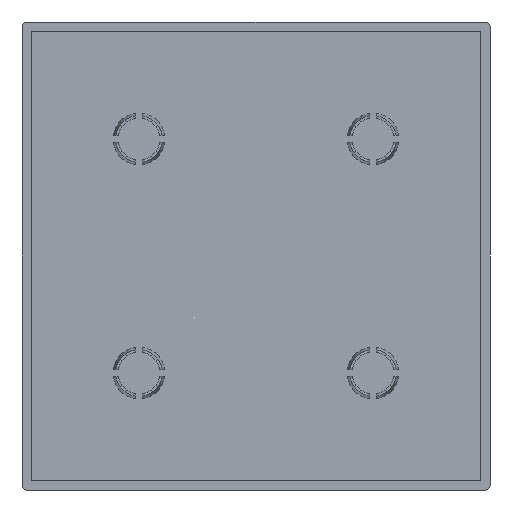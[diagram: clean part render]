
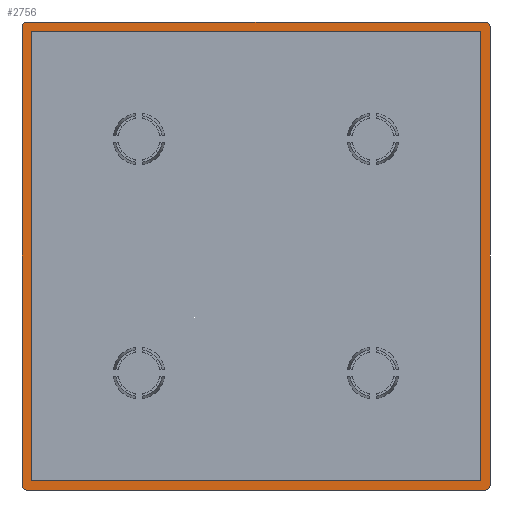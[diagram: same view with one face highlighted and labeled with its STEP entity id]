
A CAD part, front view. The second image highlights one B-rep face of the part: STEP entity #2756.
In plain terms, the highlighted planar face has unit normal (0, -1, 0).
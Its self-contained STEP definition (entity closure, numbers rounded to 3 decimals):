
#40 = ORIENTED_EDGE ( 'NONE', *, *, #2750, .T. ) ;
#48 = CARTESIAN_POINT ( 'NONE',  ( 48., 0., 48. ) ) ;
#76 = AXIS2_PLACEMENT_3D ( 'NONE', #80, #2057, #352 ) ;
#80 = CARTESIAN_POINT ( 'NONE',  ( -49., 0., 49. ) ) ;
#115 = DIRECTION ( 'NONE',  ( 0., 0., 1. ) ) ;
#135 = FACE_OUTER_BOUND ( 'NONE', #2055, .T. ) ;
#174 = CARTESIAN_POINT ( 'NONE',  ( -48., 0., -48. ) ) ;
#201 = ORIENTED_EDGE ( 'NONE', *, *, #2705, .F. ) ;
#223 = FACE_BOUND ( 'NONE', #2872, .T. ) ;
#293 = ORIENTED_EDGE ( 'NONE', *, *, #1109, .T. ) ;
#296 = ORIENTED_EDGE ( 'NONE', *, *, #2446, .F. ) ;
#350 = CIRCLE ( 'NONE', #3624, 1. ) ;
#352 = DIRECTION ( 'NONE',  ( 0., 0., 1. ) ) ;
#459 = VERTEX_POINT ( 'NONE', #1759 ) ;
#473 = DIRECTION ( 'NONE',  ( 1., 0., 0. ) ) ;
#536 = CARTESIAN_POINT ( 'NONE',  ( 49., 0., -50. ) ) ;
#550 = EDGE_CURVE ( 'NONE', #2557, #631, #2708, .T. ) ;
#607 = EDGE_CURVE ( 'NONE', #2557, #2862, #350, .T. ) ;
#609 = CARTESIAN_POINT ( 'NONE',  ( 48., 0., -48. ) ) ;
#629 = DIRECTION ( 'NONE',  ( 0., -1., 0. ) ) ;
#631 = VERTEX_POINT ( 'NONE', #1560 ) ;
#636 = AXIS2_PLACEMENT_3D ( 'NONE', #1771, #2632, #926 ) ;
#663 = VECTOR ( 'NONE', #473, 1000. ) ;
#681 = ORIENTED_EDGE ( 'NONE', *, *, #1995, .F. ) ;
#880 = CARTESIAN_POINT ( 'NONE',  ( -48., 0., -48. ) ) ;
#894 = CIRCLE ( 'NONE', #76, 1. ) ;
#923 = VECTOR ( 'NONE', #2588, 1000. ) ;
#926 = DIRECTION ( 'NONE',  ( 0., 0., 1. ) ) ;
#927 = LINE ( 'NONE', #3368, #1497 ) ;
#965 = ORIENTED_EDGE ( 'NONE', *, *, #550, .F. ) ;
#970 = DIRECTION ( 'NONE',  ( 0., 0., 1. ) ) ;
#990 = EDGE_CURVE ( 'NONE', #3614, #1550, #3184, .T. ) ;
#1019 = VECTOR ( 'NONE', #2604, 1000. ) ;
#1099 = CARTESIAN_POINT ( 'NONE',  ( 49., 0., 50. ) ) ;
#1109 = EDGE_CURVE ( 'NONE', #1213, #1550, #2847, .T. ) ;
#1213 = VERTEX_POINT ( 'NONE', #3211 ) ;
#1228 = EDGE_CURVE ( 'NONE', #2190, #631, #2488, .T. ) ;
#1273 = DIRECTION ( 'NONE',  ( 0., -1., 0. ) ) ;
#1489 = CARTESIAN_POINT ( 'NONE',  ( -49., 0., 50. ) ) ;
#1492 = CARTESIAN_POINT ( 'NONE',  ( 50., 0., -50. ) ) ;
#1497 = VECTOR ( 'NONE', #2516, 1000. ) ;
#1509 = ORIENTED_EDGE ( 'NONE', *, *, #990, .F. ) ;
#1550 = VERTEX_POINT ( 'NONE', #1099 ) ;
#1560 = CARTESIAN_POINT ( 'NONE',  ( -49., 0., -50. ) ) ;
#1647 = CARTESIAN_POINT ( 'NONE',  ( 49., 0., -49. ) ) ;
#1661 = ORIENTED_EDGE ( 'NONE', *, *, #607, .T. ) ;
#1707 = CARTESIAN_POINT ( 'NONE',  ( -48., 0., 48. ) ) ;
#1733 = VECTOR ( 'NONE', #1740, 1000. ) ;
#1740 = DIRECTION ( 'NONE',  ( -1., 0., 0. ) ) ;
#1741 = VECTOR ( 'NONE', #2795, 1000. ) ;
#1747 = EDGE_CURVE ( 'NONE', #2020, #459, #3385, .T. ) ;
#1750 = VERTEX_POINT ( 'NONE', #2089 ) ;
#1759 = CARTESIAN_POINT ( 'NONE',  ( 48., 0., 48. ) ) ;
#1771 = CARTESIAN_POINT ( 'NONE',  ( 0., 0., 0. ) ) ;
#1810 = DIRECTION ( 'NONE',  ( 0., -1., 0. ) ) ;
#1965 = VECTOR ( 'NONE', #2484, 1000. ) ;
#1995 = EDGE_CURVE ( 'NONE', #2336, #2651, #3339, .T. ) ;
#2020 = VERTEX_POINT ( 'NONE', #2233 ) ;
#2055 = EDGE_LOOP ( 'NONE', ( #965, #1661, #2559, #293, #1509, #40, #3668, #3037 ) ) ;
#2057 = DIRECTION ( 'NONE',  ( 0., -1., 0. ) ) ;
#2089 = CARTESIAN_POINT ( 'NONE',  ( -50., 0., 49. ) ) ;
#2116 = AXIS2_PLACEMENT_3D ( 'NONE', #2334, #629, #2619 ) ;
#2190 = VERTEX_POINT ( 'NONE', #2482 ) ;
#2233 = CARTESIAN_POINT ( 'NONE',  ( 48., 0., -48. ) ) ;
#2309 = LINE ( 'NONE', #1492, #2397 ) ;
#2334 = CARTESIAN_POINT ( 'NONE',  ( 49., 0., 49. ) ) ;
#2336 = VERTEX_POINT ( 'NONE', #1707 ) ;
#2390 = CARTESIAN_POINT ( 'NONE',  ( -50., 0., -50. ) ) ;
#2397 = VECTOR ( 'NONE', #3484, 1000. ) ;
#2446 = EDGE_CURVE ( 'NONE', #2651, #2020, #2919, .T. ) ;
#2482 = CARTESIAN_POINT ( 'NONE',  ( -50., 0., -49. ) ) ;
#2484 = DIRECTION ( 'NONE',  ( -1., 0., 0. ) ) ;
#2488 = CIRCLE ( 'NONE', #3080, 1. ) ;
#2516 = DIRECTION ( 'NONE',  ( 0., 0., 1. ) ) ;
#2526 = EDGE_CURVE ( 'NONE', #2190, #1750, #927, .T. ) ;
#2557 = VERTEX_POINT ( 'NONE', #536 ) ;
#2559 = ORIENTED_EDGE ( 'NONE', *, *, #2763, .F. ) ;
#2588 = DIRECTION ( 'NONE',  ( 1., 0., 0. ) ) ;
#2604 = DIRECTION ( 'NONE',  ( 0., 0., 1. ) ) ;
#2619 = DIRECTION ( 'NONE',  ( 0., 0., 1. ) ) ;
#2632 = DIRECTION ( 'NONE',  ( 0., 1., 0. ) ) ;
#2651 = VERTEX_POINT ( 'NONE', #880 ) ;
#2705 = EDGE_CURVE ( 'NONE', #459, #2336, #3234, .T. ) ;
#2708 = LINE ( 'NONE', #2390, #1965 ) ;
#2750 = EDGE_CURVE ( 'NONE', #3614, #1750, #894, .T. ) ;
#2756 = ADVANCED_FACE ( 'NONE', ( #223, #135 ), #3182, .F. ) ;
#2763 = EDGE_CURVE ( 'NONE', #1213, #2862, #2309, .T. ) ;
#2784 = ORIENTED_EDGE ( 'NONE', *, *, #1747, .F. ) ;
#2795 = DIRECTION ( 'NONE',  ( 0., 0., -1. ) ) ;
#2847 = CIRCLE ( 'NONE', #2116, 1. ) ;
#2862 = VERTEX_POINT ( 'NONE', #3563 ) ;
#2872 = EDGE_LOOP ( 'NONE', ( #2784, #296, #681, #201 ) ) ;
#2919 = LINE ( 'NONE', #174, #663 ) ;
#2945 = CARTESIAN_POINT ( 'NONE',  ( -50., 0., 50. ) ) ;
#3037 = ORIENTED_EDGE ( 'NONE', *, *, #1228, .T. ) ;
#3078 = CARTESIAN_POINT ( 'NONE',  ( -48., 0., 48. ) ) ;
#3080 = AXIS2_PLACEMENT_3D ( 'NONE', #3501, #1810, #115 ) ;
#3182 = PLANE ( 'NONE',  #636 ) ;
#3184 = LINE ( 'NONE', #2945, #923 ) ;
#3211 = CARTESIAN_POINT ( 'NONE',  ( 50., 0., 49. ) ) ;
#3234 = LINE ( 'NONE', #48, #1733 ) ;
#3339 = LINE ( 'NONE', #3078, #1741 ) ;
#3368 = CARTESIAN_POINT ( 'NONE',  ( -50., 0., -50. ) ) ;
#3385 = LINE ( 'NONE', #609, #1019 ) ;
#3484 = DIRECTION ( 'NONE',  ( 0., 0., -1. ) ) ;
#3501 = CARTESIAN_POINT ( 'NONE',  ( -49., 0., -49. ) ) ;
#3563 = CARTESIAN_POINT ( 'NONE',  ( 50., 0., -49. ) ) ;
#3614 = VERTEX_POINT ( 'NONE', #1489 ) ;
#3624 = AXIS2_PLACEMENT_3D ( 'NONE', #1647, #1273, #970 ) ;
#3668 = ORIENTED_EDGE ( 'NONE', *, *, #2526, .F. ) ;
